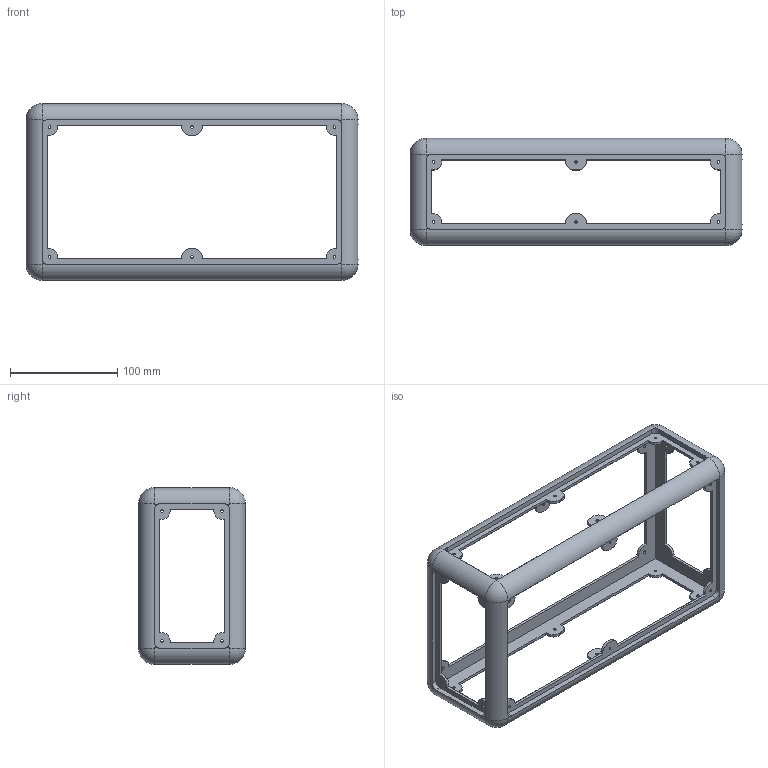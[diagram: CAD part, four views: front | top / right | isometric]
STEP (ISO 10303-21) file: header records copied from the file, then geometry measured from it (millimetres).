
FILE_DESCRIPTION(/* description */ (''),/* implementation_level */ '2;1');
FILE_NAME(/* name */ 'Box frame v2.step',/* time_stamp */ '2018-11-26T17:51:08-05:00',/* author */ ('john.sullivan2'),/* organization */ (''),/* preprocessor_version */ 'ST-DEVELOPER v17.2',/* originating_system */ 'Autodesk Translation Framework v7.6.0.251',/* authorisation */ '');
FILE_SCHEMA (('AUTOMOTIVE_DESIGN { 1 0 10303 214 3 1 1 }'));
Length unit declared in the file: millimetre
Products named in the file (2): Box frame and panels; BoxFrame
Assembly tree (1 placements, depth 2):
  Box frame and panels
    BoxFrame
Bounding box: 310 x 100 x 165 mm (x, y, z)
Volume: 299150 mm3; surface area: 151096.2 mm2
Topology: 1 solids, 1 shells, 263 faces, 804 edges, 545 vertices
Faces by surface type: plane 143, cylinder 112, sphere 8
Full cylindrical faces by diameter (mm): 2.4 x27, 3.25 x4
Entity records: 9433 total; most frequent: CARTESIAN_POINT 1855, ORIENTED_EDGE 1608, DIRECTION 1539, EDGE_CURVE 804, VERTEX_POINT 545, AXIS2_PLACEMENT_3D 517, LINE 505, VECTOR 505
